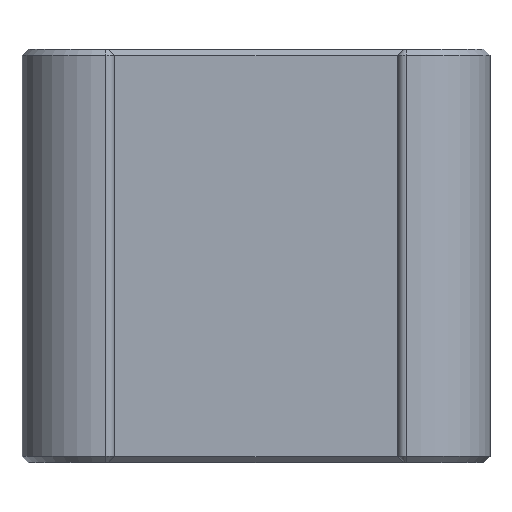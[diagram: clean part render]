
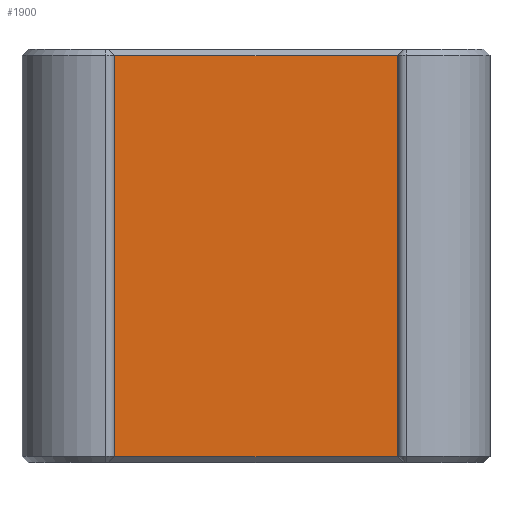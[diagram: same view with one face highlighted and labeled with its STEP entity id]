
A CAD part, top view. The second image highlights one B-rep face of the part: STEP entity #1900.
In plain terms, the highlighted planar face has unit normal (0, 0, 1).
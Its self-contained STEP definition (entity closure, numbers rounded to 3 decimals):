
#1845=CARTESIAN_POINT('',(0.,0.,0.));
#1846=DIRECTION('',(0.,0.,1.));
#1847=DIRECTION('',(1.,0.,0.));
#1848=AXIS2_PLACEMENT_3D('',#1845,#1846,#1847);
#1849=PLANE('',#1848);
#1850=CARTESIAN_POINT('',(-5.745,-7.307,0.));
#1851=VERTEX_POINT('',#1850);
#1852=CARTESIAN_POINT('',(-5.745,-7.413,-0.));
#1853=VERTEX_POINT('',#1852);
#1854=CARTESIAN_POINT('',(-5.745,-7.307,0.));
#1855=DIRECTION('',(-0.,-1.,-0.));
#1856=VECTOR('',#1855,0.107);
#1857=LINE('',#1854,#1856);
#1858=EDGE_CURVE('',#1851,#1853,#1857,.T.);
#1859=ORIENTED_EDGE('',*,*,#1858,.T.);
#1860=CARTESIAN_POINT('',(5.745,-7.413,-0.));
#1861=VERTEX_POINT('',#1860);
#1862=CARTESIAN_POINT('',(-5.745,-7.413,0.));
#1863=DIRECTION('',(1.,0.,-0.));
#1864=VECTOR('',#1863,11.49);
#1865=LINE('',#1862,#1864);
#1866=EDGE_CURVE('',#1853,#1861,#1865,.T.);
#1867=ORIENTED_EDGE('',*,*,#1866,.T.);
#1868=CARTESIAN_POINT('',(5.745,7.307,0.));
#1869=VERTEX_POINT('',#1868);
#1870=CARTESIAN_POINT('',(5.745,-7.413,0.));
#1871=DIRECTION('',(0.,1.,0.));
#1872=VECTOR('',#1871,14.72);
#1873=LINE('',#1870,#1872);
#1874=EDGE_CURVE('',#1861,#1869,#1873,.T.);
#1875=ORIENTED_EDGE('',*,*,#1874,.T.);
#1876=CARTESIAN_POINT('',(5.745,7.413,-0.));
#1877=VERTEX_POINT('',#1876);
#1878=CARTESIAN_POINT('',(5.745,7.307,0.));
#1879=DIRECTION('',(0.,1.,0.));
#1880=VECTOR('',#1879,0.107);
#1881=LINE('',#1878,#1880);
#1882=EDGE_CURVE('',#1869,#1877,#1881,.T.);
#1883=ORIENTED_EDGE('',*,*,#1882,.T.);
#1884=CARTESIAN_POINT('',(-5.745,7.413,-0.));
#1885=VERTEX_POINT('',#1884);
#1886=CARTESIAN_POINT('',(5.745,7.413,0.));
#1887=DIRECTION('',(-1.,-0.,0.));
#1888=VECTOR('',#1887,11.49);
#1889=LINE('',#1886,#1888);
#1890=EDGE_CURVE('',#1877,#1885,#1889,.T.);
#1891=ORIENTED_EDGE('',*,*,#1890,.T.);
#1892=CARTESIAN_POINT('',(-5.745,7.413,0.));
#1893=DIRECTION('',(-0.,-1.,-0.));
#1894=VECTOR('',#1893,14.72);
#1895=LINE('',#1892,#1894);
#1896=EDGE_CURVE('',#1885,#1851,#1895,.T.);
#1897=ORIENTED_EDGE('',*,*,#1896,.T.);
#1898=EDGE_LOOP('',(#1859,#1867,#1875,#1883,#1891,#1897));
#1899=FACE_BOUND('',#1898,.T.);
#1900=ADVANCED_FACE('',(#1899),#1849,.T.);
